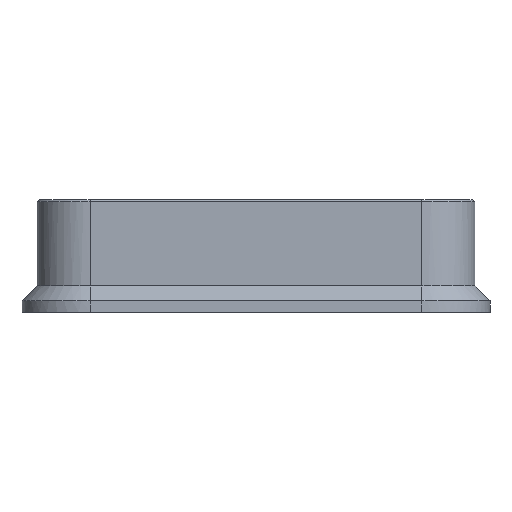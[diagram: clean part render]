
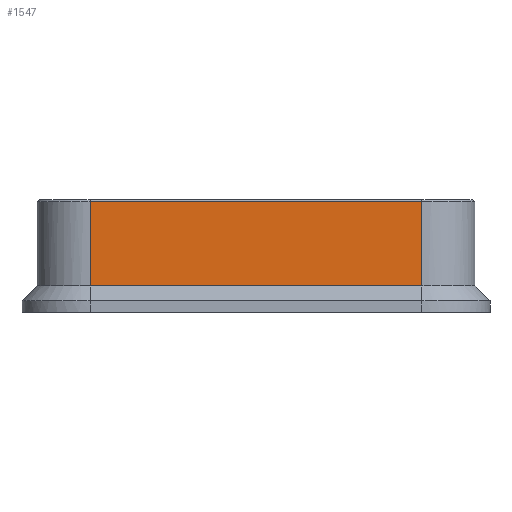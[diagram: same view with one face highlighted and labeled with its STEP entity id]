
A CAD part, left-side view. The second image highlights one B-rep face of the part: STEP entity #1547.
In plain terms, the highlighted planar face has unit normal (-1, 0, 0).
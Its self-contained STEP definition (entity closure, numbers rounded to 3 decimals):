
#233=FACE_OUTER_BOUND('',#331,.T.);
#331=EDGE_LOOP('',(#1252,#1253,#1254,#1255));
#418=LINE('',#2344,#550);
#447=LINE('',#2791,#579);
#461=LINE('',#2955,#593);
#462=LINE('',#2957,#594);
#550=VECTOR('',#1806,10.);
#579=VECTOR('',#1897,10.);
#593=VECTOR('',#1919,10.);
#594=VECTOR('',#1922,10.);
#681=VERTEX_POINT('',#2324);
#683=VERTEX_POINT('',#2340);
#718=VERTEX_POINT('',#2788);
#719=VERTEX_POINT('',#2790);
#832=EDGE_CURVE('',#681,#683,#418,.T.);
#898=EDGE_CURVE('',#718,#719,#447,.T.);
#918=EDGE_CURVE('',#681,#719,#461,.T.);
#919=EDGE_CURVE('',#683,#718,#462,.T.);
#1252=ORIENTED_EDGE('',*,*,#832,.F.);
#1253=ORIENTED_EDGE('',*,*,#918,.T.);
#1254=ORIENTED_EDGE('',*,*,#898,.F.);
#1255=ORIENTED_EDGE('',*,*,#919,.F.);
#1475=PLANE('',#1659);
#1547=ADVANCED_FACE('',(#233),#1475,.T.);
#1659=AXIS2_PLACEMENT_3D('',#2956,#1920,#1921);
#1806=DIRECTION('',(0.,-1.,0.));
#1897=DIRECTION('',(0.,1.,0.));
#1919=DIRECTION('',(0.,0.,-1.));
#1920=DIRECTION('center_axis',(-1.,0.,0.));
#1921=DIRECTION('ref_axis',(0.,1.,0.));
#1922=DIRECTION('',(0.,0.,-1.));
#2324=CARTESIAN_POINT('',(-118.,22.098,17.7));
#2340=CARTESIAN_POINT('',(-118.,-22.098,17.7));
#2344=CARTESIAN_POINT('',(-118.,-13.75,17.7));
#2788=CARTESIAN_POINT('',(-118.,-22.098,6.49));
#2790=CARTESIAN_POINT('',(-118.,22.098,6.49));
#2791=CARTESIAN_POINT('',(-118.,-11.049,6.49));
#2955=CARTESIAN_POINT('',(-118.,22.098,3.));
#2956=CARTESIAN_POINT('Origin',(-118.,-22.098,3.));
#2957=CARTESIAN_POINT('',(-118.,-22.098,3.));
